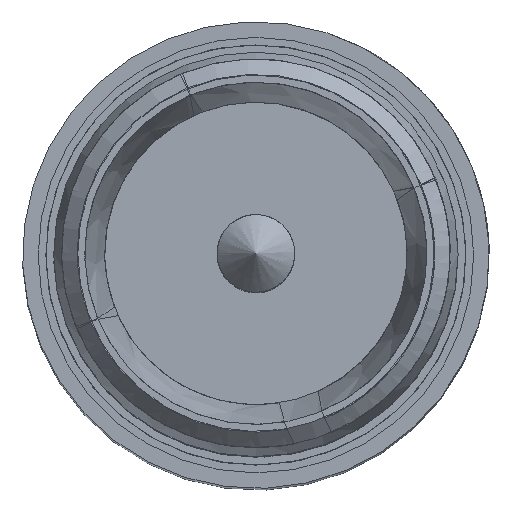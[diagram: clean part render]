
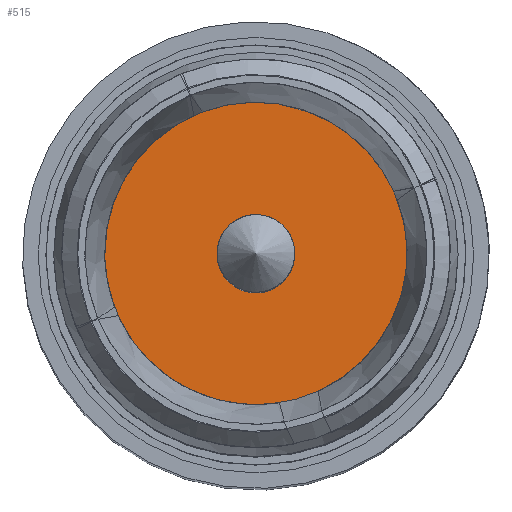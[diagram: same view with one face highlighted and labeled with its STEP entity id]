
A CAD part, top view. The second image highlights one B-rep face of the part: STEP entity #515.
In plain terms, the highlighted planar face has unit normal (0, 0, 1).
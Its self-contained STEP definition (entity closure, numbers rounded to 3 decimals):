
#174=PLANE('',#3754);
#515=ADVANCED_FACE('',(#2098,#2099),#174,.T.);
#714=EDGE_LOOP('',(#1072));
#715=EDGE_LOOP('',(#1073,#1074,#1075,#1076,#1077,#1078,#1079,#1080,#1081,
#1082,#1083,#1084,#1085,#1086,#1087,#1088,#1089));
#1072=ORIENTED_EDGE('',*,*,#1694,.T.);
#1073=ORIENTED_EDGE('',*,*,#1795,.F.);
#1074=ORIENTED_EDGE('',*,*,#1796,.F.);
#1075=ORIENTED_EDGE('',*,*,#1793,.T.);
#1076=ORIENTED_EDGE('',*,*,#1785,.F.);
#1077=ORIENTED_EDGE('',*,*,#1786,.T.);
#1078=ORIENTED_EDGE('',*,*,#1797,.F.);
#1079=ORIENTED_EDGE('',*,*,#1739,.T.);
#1080=ORIENTED_EDGE('',*,*,#1732,.F.);
#1081=ORIENTED_EDGE('',*,*,#1734,.T.);
#1082=ORIENTED_EDGE('',*,*,#1798,.F.);
#1083=ORIENTED_EDGE('',*,*,#1716,.T.);
#1084=ORIENTED_EDGE('',*,*,#1709,.F.);
#1085=ORIENTED_EDGE('',*,*,#1711,.T.);
#1086=ORIENTED_EDGE('',*,*,#1799,.F.);
#1087=ORIENTED_EDGE('',*,*,#1771,.T.);
#1088=ORIENTED_EDGE('',*,*,#1760,.F.);
#1089=ORIENTED_EDGE('',*,*,#1762,.T.);
#1694=EDGE_CURVE('',#2200,#2200,#2542,.T.);
#1709=EDGE_CURVE('',#2211,#2212,#2548,.T.);
#1711=EDGE_CURVE('',#2211,#2213,#3017,.T.);
#1716=EDGE_CURVE('',#2216,#2212,#3018,.T.);
#1732=EDGE_CURVE('',#2227,#2228,#2555,.T.);
#1734=EDGE_CURVE('',#2227,#2229,#3023,.T.);
#1739=EDGE_CURVE('',#2232,#2228,#3024,.T.);
#1760=EDGE_CURVE('',#2249,#2250,#2565,.T.);
#1762=EDGE_CURVE('',#2249,#2251,#3029,.T.);
#1771=EDGE_CURVE('',#2256,#2250,#3033,.T.);
#1785=EDGE_CURVE('',#2263,#2262,#2573,.T.);
#1786=EDGE_CURVE('',#2263,#2264,#3036,.T.);
#1793=EDGE_CURVE('',#2267,#2262,#3038,.T.);
#1795=EDGE_CURVE('',#2268,#2251,#2575,.T.);
#1796=EDGE_CURVE('',#2267,#2268,#2576,.T.);
#1797=EDGE_CURVE('',#2232,#2264,#2577,.T.);
#1798=EDGE_CURVE('',#2216,#2229,#2578,.T.);
#1799=EDGE_CURVE('',#2256,#2213,#2579,.T.);
#2098=FACE_BOUND('',#714,.T.);
#2099=FACE_BOUND('',#715,.T.);
#2200=VERTEX_POINT('',#5132);
#2211=VERTEX_POINT('',#5176);
#2212=VERTEX_POINT('',#5178);
#2213=VERTEX_POINT('',#5182);
#2216=VERTEX_POINT('',#5201);
#2227=VERTEX_POINT('',#5236);
#2228=VERTEX_POINT('',#5238);
#2229=VERTEX_POINT('',#5242);
#2232=VERTEX_POINT('',#5258);
#2249=VERTEX_POINT('',#5305);
#2250=VERTEX_POINT('',#5307);
#2251=VERTEX_POINT('',#5311);
#2256=VERTEX_POINT('',#5335);
#2262=VERTEX_POINT('',#5360);
#2263=VERTEX_POINT('',#5362);
#2264=VERTEX_POINT('',#5366);
#2267=VERTEX_POINT('',#5386);
#2268=VERTEX_POINT('',#5390);
#2542=CIRCLE('',#3662,0.5);
#2548=CIRCLE('',#3675,2.102);
#2555=CIRCLE('',#3695,2.102);
#2565=CIRCLE('',#3722,2.102);
#2573=CIRCLE('',#3741,2.102);
#2575=CIRCLE('',#3749,2.402);
#2576=CIRCLE('',#3750,2.402);
#2577=CIRCLE('',#3751,2.402);
#2578=CIRCLE('',#3752,2.402);
#2579=CIRCLE('',#3753,2.402);
#3017=LINE('',#5181,#3264);
#3018=LINE('',#5200,#3265);
#3023=LINE('',#5241,#3270);
#3024=LINE('',#5257,#3271);
#3029=LINE('',#5310,#3276);
#3033=LINE('',#5334,#3280);
#3036=LINE('',#5365,#3283);
#3038=LINE('',#5385,#3285);
#3264=VECTOR('',#4150,1.);
#3265=VECTOR('',#4157,1.);
#3270=VECTOR('',#4196,1.);
#3271=VECTOR('',#4205,1.);
#3276=VECTOR('',#4256,1.);
#3280=VECTOR('',#4268,1.);
#3283=VECTOR('',#4299,1.);
#3285=VECTOR('',#4309,1.);
#3662=AXIS2_PLACEMENT_3D('',#5131,#4115,#4116);
#3675=AXIS2_PLACEMENT_3D('',#5177,#4144,#4145);
#3695=AXIS2_PLACEMENT_3D('',#5237,#4190,#4191);
#3722=AXIS2_PLACEMENT_3D('',#5306,#4250,#4251);
#3741=AXIS2_PLACEMENT_3D('',#5363,#4295,#4296);
#3749=AXIS2_PLACEMENT_3D('',#5389,#4314,#4315);
#3750=AXIS2_PLACEMENT_3D('',#5391,#4316,#4317);
#3751=AXIS2_PLACEMENT_3D('',#5392,#4318,#4319);
#3752=AXIS2_PLACEMENT_3D('',#5393,#4320,#4321);
#3753=AXIS2_PLACEMENT_3D('',#5394,#4322,#4323);
#3754=AXIS2_PLACEMENT_3D('',#5395,#4324,#4325);
#4115=DIRECTION('',(0.,0.,-1.));
#4116=DIRECTION('',(0.924,0.383,0.));
#4144=DIRECTION('',(0.,0.,-1.));
#4145=DIRECTION('',(0.247,-0.969,0.));
#4150=DIRECTION('',(0.383,-0.924,0.));
#4157=DIRECTION('',(0.924,0.383,0.));
#4190=DIRECTION('',(0.,0.,-1.));
#4191=DIRECTION('',(-0.969,-0.247,0.));
#4196=DIRECTION('',(-0.924,-0.383,0.));
#4205=DIRECTION('',(0.383,-0.924,0.));
#4250=DIRECTION('',(0.,0.,-1.));
#4251=DIRECTION('',(0.969,0.247,0.));
#4256=DIRECTION('',(0.924,0.383,0.));
#4268=DIRECTION('',(-0.383,0.924,0.));
#4295=DIRECTION('',(0.,0.,-1.));
#4296=DIRECTION('',(-0.247,0.969,0.));
#4299=DIRECTION('',(-0.383,0.924,0.));
#4309=DIRECTION('',(-0.924,-0.383,0.));
#4314=DIRECTION('',(0.,0.,-1.));
#4315=DIRECTION('',(0.924,0.383,0.));
#4316=DIRECTION('',(0.,0.,-1.));
#4317=DIRECTION('',(0.869,0.495,0.));
#4318=DIRECTION('',(0.,0.,-1.));
#4319=DIRECTION('',(-0.495,0.869,0.));
#4320=DIRECTION('',(0.,0.,-1.));
#4321=DIRECTION('',(-0.869,-0.495,0.));
#4322=DIRECTION('',(0.,0.,-1.));
#4323=DIRECTION('',(0.495,-0.869,0.));
#4324=DIRECTION('',(0.,0.,1.));
#4325=DIRECTION('',(0.383,-0.924,0.));
#5131=CARTESIAN_POINT('',(0.,0.,4.));
#5132=CARTESIAN_POINT('',(0.462,0.192,4.));
#5176=CARTESIAN_POINT('',(0.52,-2.036,4.));
#5177=CARTESIAN_POINT('',(0.,0.,4.));
#5178=CARTESIAN_POINT('',(-1.807,-1.074,4.));
#5181=CARTESIAN_POINT('',(-1.256,2.245,4.));
#5182=CARTESIAN_POINT('',(0.636,-2.316,4.));
#5200=CARTESIAN_POINT('',(-2.086,-1.19,4.));
#5201=CARTESIAN_POINT('',(-2.086,-1.19,4.));
#5236=CARTESIAN_POINT('',(-2.036,-0.52,4.));
#5237=CARTESIAN_POINT('',(0.,0.,4.));
#5238=CARTESIAN_POINT('',(-1.074,1.807,4.));
#5241=CARTESIAN_POINT('',(-2.036,-0.52,4.));
#5242=CARTESIAN_POINT('',(-2.316,-0.636,4.));
#5257=CARTESIAN_POINT('',(-1.19,2.086,4.));
#5258=CARTESIAN_POINT('',(-1.19,2.086,4.));
#5305=CARTESIAN_POINT('',(2.036,0.52,4.));
#5306=CARTESIAN_POINT('',(0.,0.,4.));
#5307=CARTESIAN_POINT('',(1.074,-1.807,4.));
#5310=CARTESIAN_POINT('',(2.036,0.52,4.));
#5311=CARTESIAN_POINT('',(2.316,0.636,4.));
#5334=CARTESIAN_POINT('',(1.19,-2.086,4.));
#5335=CARTESIAN_POINT('',(1.19,-2.086,4.));
#5360=CARTESIAN_POINT('',(1.807,1.074,4.));
#5362=CARTESIAN_POINT('',(-0.52,2.036,4.));
#5363=CARTESIAN_POINT('',(0.,0.,4.));
#5365=CARTESIAN_POINT('',(-0.52,2.036,4.));
#5366=CARTESIAN_POINT('',(-0.636,2.316,4.));
#5385=CARTESIAN_POINT('',(2.086,1.19,4.));
#5386=CARTESIAN_POINT('',(2.086,1.19,4.));
#5389=CARTESIAN_POINT('',(0.,0.,4.));
#5390=CARTESIAN_POINT('',(2.219,0.92,4.));
#5391=CARTESIAN_POINT('',(0.,0.,4.));
#5392=CARTESIAN_POINT('',(0.,0.,4.));
#5393=CARTESIAN_POINT('',(0.,0.,4.));
#5394=CARTESIAN_POINT('',(0.,0.,4.));
#5395=CARTESIAN_POINT('',(-3.339,1.381,4.));
